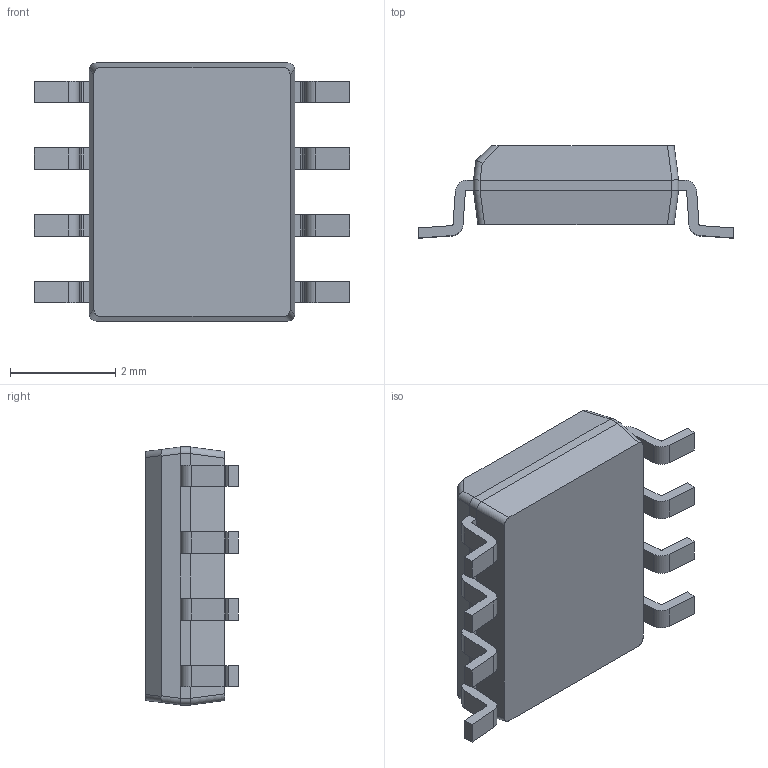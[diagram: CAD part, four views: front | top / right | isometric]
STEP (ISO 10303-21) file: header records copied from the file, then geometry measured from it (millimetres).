
FILE_DESCRIPTION (( 'STEP AP214' ), '1' );
FILE_NAME ('ISO1541QDRQ1.STEP', '2023-03-09T05:33:27', ( '' ), ( '' ), 'SwSTEP 2.0', 'SolidWorks 2017', '' );
FILE_SCHEMA (( 'AUTOMOTIVE_DESIGN' ));
Length unit declared in the file: millimetre
Products named in the file (1): ISO1541QDRQ1
Bounding box: 5.99 x 1.75 x 4.9 mm (x, y, z)
Volume: 28.6 mm3; surface area: 78.9 mm2
Topology: 10 solids, 10 shells, 148 faces, 381 edges, 254 vertices
Faces by surface type: plane 98, cylinder 50
Entity records: 4608 total; most frequent: CARTESIAN_POINT 892, ORIENTED_EDGE 762, DIRECTION 715, EDGE_CURVE 381, VECTOR 273, LINE 273, VERTEX_POINT 254, AXIS2_PLACEMENT_3D 221
